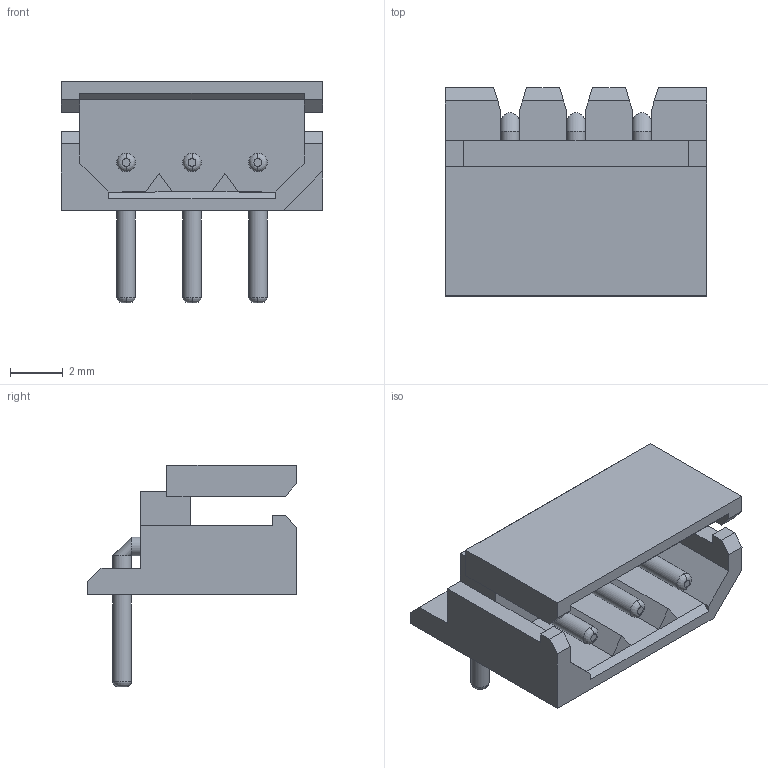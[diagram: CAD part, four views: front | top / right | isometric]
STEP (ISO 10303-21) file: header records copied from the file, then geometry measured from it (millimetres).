
FILE_DESCRIPTION(('FreeCAD Model'),'2;1');
FILE_NAME('Open CASCADE Shape Model','2021-07-20T00:09:20',('Author'),( ''),'Open CASCADE STEP processor 7.4','FreeCAD','Unknown');
FILE_SCHEMA(('AUTOMOTIVE_DESIGN { 1 0 10303 214 1 1 1 1 }'));
Length unit declared in the file: millimetre
Products named in the file (1): BASE_sp
Bounding box: 9.9 x 7.9 x 8.4 mm (x, y, z)
Volume: 174.2 mm3; surface area: 456.5 mm2
Topology: 1 solids, 1 shells, 108 faces, 284 edges, 178 vertices
Faces by surface type: plane 84, revolution 12, cylinder 9, torus 3
Full cylindrical faces by diameter (mm): 0.7 x9
Entity records: 3551 total; most frequent: CARTESIAN_POINT 658, ORIENTED_EDGE 556, DIRECTION 532, EDGE_CURVE 278, LINE 212, VECTOR 212, VERTEX_POINT 178, AXIS2_PLACEMENT_3D 154
